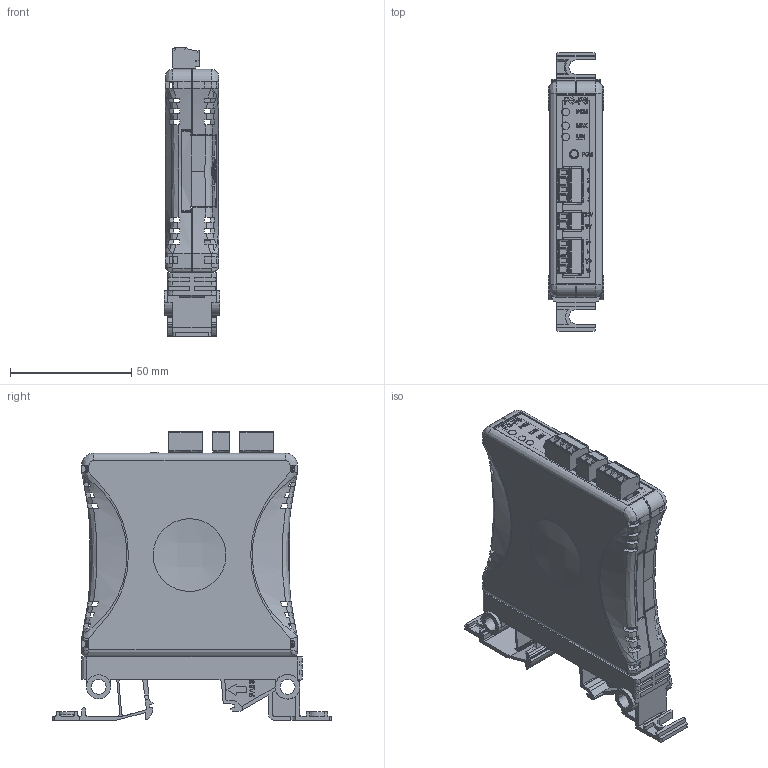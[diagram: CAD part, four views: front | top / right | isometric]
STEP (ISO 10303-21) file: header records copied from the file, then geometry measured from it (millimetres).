
FILE_DESCRIPTION (( 'STEP AP203' ), '1' );
FILE_NAME ('FC-P3.STEP', '2020-09-10T16:06:02', ( '' ), ( '' ), 'SwSTEP 2.0', 'SolidWorks 2019', '' );
FILE_SCHEMA (( 'CONFIG_CONTROL_DESIGN' ));
Length unit declared in the file: inch
Products named in the file (1): FC-P3
Bounding box: 23 x 115 x 118.94 mm (x, y, z)
Volume: 56910.8 mm3; surface area: 59356.9 mm2
Topology: 11 solids, 15 shells, 3550 faces, 10057 edges, 6578 vertices
Faces by surface type: plane 2305, bspline 799, cylinder 359, torus 51, cone 36
Entity records: 147934 total; most frequent: CARTESIAN_POINT 62751, ORIENTED_EDGE 20078, DIRECTION 13789, EDGE_CURVE 10039, VECTOR 6769, LINE 6769, VERTEX_POINT 6578, EDGE_LOOP 3719
